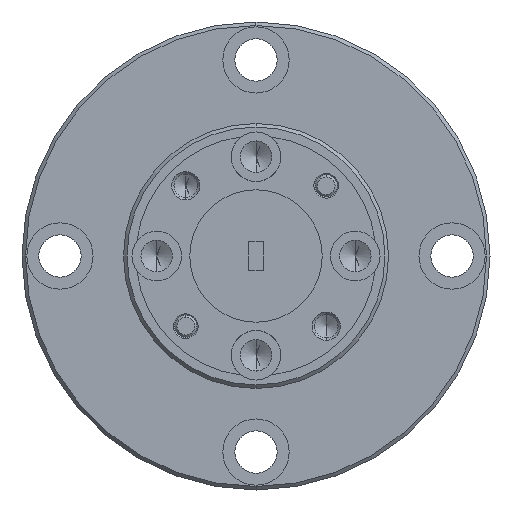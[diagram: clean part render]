
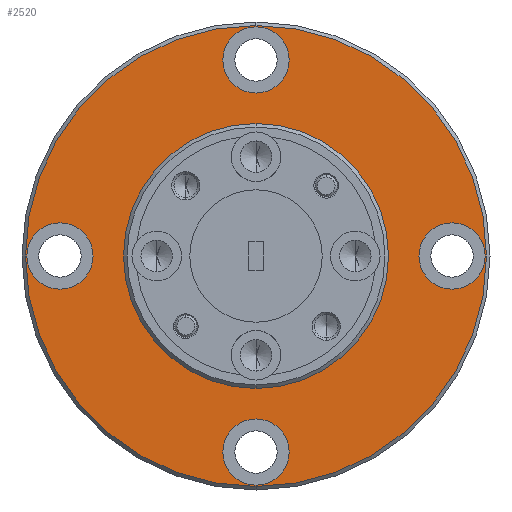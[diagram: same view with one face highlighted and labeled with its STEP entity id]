
A CAD part, left-side view. The second image highlights one B-rep face of the part: STEP entity #2520.
In plain terms, the highlighted planar face has unit normal (-1, 0, 0).
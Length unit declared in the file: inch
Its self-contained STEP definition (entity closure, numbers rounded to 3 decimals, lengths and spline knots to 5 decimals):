
#33 = CARTESIAN_POINT ( 'NONE',  ( -0.44, 0.00613, 0.4175 ) ) ;
#105 = CARTESIAN_POINT ( 'NONE',  ( -0.44, -0.54887, -0.23125 ) ) ;
#247 = DIRECTION ( 'NONE',  ( 1., 0., 0. ) ) ;
#255 = CARTESIAN_POINT ( 'NONE',  ( -0.44, 0.00613, -0.88 ) ) ;
#292 = CIRCLE ( 'NONE', #475, 0.6525 ) ;
#465 = DIRECTION ( 'NONE',  ( -1., 0., 0. ) ) ;
#475 = AXIS2_PLACEMENT_3D ( 'NONE', #1641, #1210, #5056 ) ;
#478 = DIRECTION ( 'NONE',  ( 1., 0., 0. ) ) ;
#482 = DIRECTION ( 'NONE',  ( 0., 0., 1. ) ) ;
#490 = CARTESIAN_POINT ( 'NONE',  ( -0.44, 0.00613, -0.78625 ) ) ;
#492 = CARTESIAN_POINT ( 'NONE',  ( -0.44, 0.00613, -0.23125 ) ) ;
#530 = ORIENTED_EDGE ( 'NONE', *, *, #2826, .F. ) ;
#570 = VERTEX_POINT ( 'NONE', #33 ) ;
#581 = ORIENTED_EDGE ( 'NONE', *, *, #4764, .T. ) ;
#762 = VERTEX_POINT ( 'NONE', #1110 ) ;
#772 = CIRCLE ( 'NONE', #864, 0.375 ) ;
#864 = AXIS2_PLACEMENT_3D ( 'NONE', #4139, #247, #1536 ) ;
#890 = DIRECTION ( 'NONE',  ( 0., 0., 1. ) ) ;
#902 = ORIENTED_EDGE ( 'NONE', *, *, #1265, .T. ) ;
#931 = AXIS2_PLACEMENT_3D ( 'NONE', #5002, #3294, #2898 ) ;
#985 = ORIENTED_EDGE ( 'NONE', *, *, #4133, .F. ) ;
#1030 = EDGE_CURVE ( 'NONE', #5089, #4705, #4023, .T. ) ;
#1032 = AXIS2_PLACEMENT_3D ( 'NONE', #105, #4431, #5288 ) ;
#1075 = DIRECTION ( 'NONE',  ( 0., 0., 1. ) ) ;
#1110 = CARTESIAN_POINT ( 'NONE',  ( -0.44, 0.00613, -0.88375 ) ) ;
#1132 = CARTESIAN_POINT ( 'NONE',  ( -0.44, 0.00613, 0.14375 ) ) ;
#1135 = DIRECTION ( 'NONE',  ( 0., 0., 1. ) ) ;
#1180 = ORIENTED_EDGE ( 'NONE', *, *, #2446, .F. ) ;
#1210 = DIRECTION ( 'NONE',  ( -1., 0., 0. ) ) ;
#1265 = EDGE_CURVE ( 'NONE', #4453, #2550, #772, .T. ) ;
#1300 = CIRCLE ( 'NONE', #2115, 0.6525 ) ;
#1460 = DIRECTION ( 'NONE',  ( 0., 0., 1. ) ) ;
#1483 = FACE_BOUND ( 'NONE', #4542, .T. ) ;
#1484 = EDGE_LOOP ( 'NONE', ( #902, #3921 ) ) ;
#1536 = DIRECTION ( 'NONE',  ( 0., 0., -1. ) ) ;
#1537 = FACE_BOUND ( 'NONE', #1484, .T. ) ;
#1549 = CARTESIAN_POINT ( 'NONE',  ( -0.44, 0.00613, -0.78625 ) ) ;
#1641 = CARTESIAN_POINT ( 'NONE',  ( -0.44, 0.00613, -0.23125 ) ) ;
#1692 = DIRECTION ( 'NONE',  ( -1., 0., 0. ) ) ;
#1706 = EDGE_LOOP ( 'NONE', ( #4436, #581 ) ) ;
#1812 = AXIS2_PLACEMENT_3D ( 'NONE', #4761, #5544, #1135 ) ;
#1821 = CARTESIAN_POINT ( 'NONE',  ( -0.44, 0.00613, 0.23 ) ) ;
#1838 = CIRCLE ( 'NONE', #3467, 0.09375 ) ;
#1840 = ORIENTED_EDGE ( 'NONE', *, *, #1030, .F. ) ;
#2032 = VERTEX_POINT ( 'NONE', #4963 ) ;
#2115 = AXIS2_PLACEMENT_3D ( 'NONE', #492, #465, #4772 ) ;
#2172 = VERTEX_POINT ( 'NONE', #255 ) ;
#2260 = EDGE_CURVE ( 'NONE', #570, #3296, #1838, .T. ) ;
#2274 = DIRECTION ( 'NONE',  ( 0., 0., -1. ) ) ;
#2306 = DIRECTION ( 'NONE',  ( -1., 0., 0. ) ) ;
#2348 = DIRECTION ( 'NONE',  ( -1., 0., 0. ) ) ;
#2366 = FACE_BOUND ( 'NONE', #4485, .T. ) ;
#2446 = EDGE_CURVE ( 'NONE', #2555, #4112, #4281, .T. ) ;
#2520 = ADVANCED_FACE ( 'NONE', ( #1483, #2366, #5405, #3210, #4140, #1537 ), #4956, .T. ) ;
#2550 = VERTEX_POINT ( 'NONE', #1132 ) ;
#2555 = VERTEX_POINT ( 'NONE', #4981 ) ;
#2635 = EDGE_CURVE ( 'NONE', #762, #2032, #1300, .T. ) ;
#2685 = DIRECTION ( 'NONE',  ( -1., 0., 0. ) ) ;
#2691 = ORIENTED_EDGE ( 'NONE', *, *, #5323, .F. ) ;
#2826 = EDGE_CURVE ( 'NONE', #3005, #2172, #5257, .T. ) ;
#2866 = CARTESIAN_POINT ( 'NONE',  ( -0.44, -0.54887, -0.1375 ) ) ;
#2898 = DIRECTION ( 'NONE',  ( 0., 0., 1. ) ) ;
#2991 = CIRCLE ( 'NONE', #1812, 0.09375 ) ;
#3005 = VERTEX_POINT ( 'NONE', #5499 ) ;
#3038 = AXIS2_PLACEMENT_3D ( 'NONE', #5576, #1692, #890 ) ;
#3145 = EDGE_CURVE ( 'NONE', #4705, #5089, #2991, .T. ) ;
#3163 = AXIS2_PLACEMENT_3D ( 'NONE', #1549, #2348, #1460 ) ;
#3210 = FACE_BOUND ( 'NONE', #4153, .T. ) ;
#3239 = ORIENTED_EDGE ( 'NONE', *, *, #3145, .F. ) ;
#3294 = DIRECTION ( 'NONE',  ( -1., 0., 0. ) ) ;
#3296 = VERTEX_POINT ( 'NONE', #1821 ) ;
#3353 = ORIENTED_EDGE ( 'NONE', *, *, #2260, .F. ) ;
#3467 = AXIS2_PLACEMENT_3D ( 'NONE', #4669, #3804, #4791 ) ;
#3479 = CIRCLE ( 'NONE', #1032, 0.09375 ) ;
#3598 = CARTESIAN_POINT ( 'NONE',  ( -0.44, 0.00613, -0.23125 ) ) ;
#3648 = CARTESIAN_POINT ( 'NONE',  ( -0.44, 0.00613, 0.32375 ) ) ;
#3659 = AXIS2_PLACEMENT_3D ( 'NONE', #3648, #5401, #1075 ) ;
#3804 = DIRECTION ( 'NONE',  ( -1., 0., 0. ) ) ;
#3817 = AXIS2_PLACEMENT_3D ( 'NONE', #3998, #2306, #482 ) ;
#3921 = ORIENTED_EDGE ( 'NONE', *, *, #5263, .T. ) ;
#3988 = CARTESIAN_POINT ( 'NONE',  ( -0.44, 0.00613, -0.60625 ) ) ;
#3998 = CARTESIAN_POINT ( 'NONE',  ( -0.44, -0.54887, -0.23125 ) ) ;
#4011 = AXIS2_PLACEMENT_3D ( 'NONE', #3598, #478, #2274 ) ;
#4023 = CIRCLE ( 'NONE', #3038, 0.09375 ) ;
#4112 = VERTEX_POINT ( 'NONE', #2866 ) ;
#4133 = EDGE_CURVE ( 'NONE', #3296, #570, #4681, .T. ) ;
#4139 = CARTESIAN_POINT ( 'NONE',  ( -0.44, 0.00613, -0.23125 ) ) ;
#4140 = FACE_OUTER_BOUND ( 'NONE', #1706, .T. ) ;
#4153 = EDGE_LOOP ( 'NONE', ( #3353, #985 ) ) ;
#4218 = CARTESIAN_POINT ( 'NONE',  ( -0.44, 0.56113, -0.325 ) ) ;
#4281 = CIRCLE ( 'NONE', #3817, 0.09375 ) ;
#4417 = DIRECTION ( 'NONE',  ( 0., 0., 1. ) ) ;
#4431 = DIRECTION ( 'NONE',  ( -1., 0., 0. ) ) ;
#4436 = ORIENTED_EDGE ( 'NONE', *, *, #2635, .T. ) ;
#4453 = VERTEX_POINT ( 'NONE', #3988 ) ;
#4485 = EDGE_LOOP ( 'NONE', ( #2691, #1180 ) ) ;
#4542 = EDGE_LOOP ( 'NONE', ( #1840, #3239 ) ) ;
#4581 = EDGE_LOOP ( 'NONE', ( #530, #4637 ) ) ;
#4637 = ORIENTED_EDGE ( 'NONE', *, *, #4774, .F. ) ;
#4659 = CIRCLE ( 'NONE', #4011, 0.375 ) ;
#4669 = CARTESIAN_POINT ( 'NONE',  ( -0.44, 0.00613, 0.32375 ) ) ;
#4681 = CIRCLE ( 'NONE', #3659, 0.09375 ) ;
#4705 = VERTEX_POINT ( 'NONE', #4218 ) ;
#4761 = CARTESIAN_POINT ( 'NONE',  ( -0.44, 0.56113, -0.23125 ) ) ;
#4764 = EDGE_CURVE ( 'NONE', #2032, #762, #292, .T. ) ;
#4772 = DIRECTION ( 'NONE',  ( 0., 0., 1. ) ) ;
#4774 = EDGE_CURVE ( 'NONE', #2172, #3005, #5473, .T. ) ;
#4791 = DIRECTION ( 'NONE',  ( 0., 0., 1. ) ) ;
#4956 = PLANE ( 'NONE',  #931 ) ;
#4963 = CARTESIAN_POINT ( 'NONE',  ( -0.44, 0.00613, 0.42125 ) ) ;
#4981 = CARTESIAN_POINT ( 'NONE',  ( -0.44, -0.54887, -0.325 ) ) ;
#5002 = CARTESIAN_POINT ( 'NONE',  ( -0.44, 0.66863, -0.23125 ) ) ;
#5056 = DIRECTION ( 'NONE',  ( 0., 0., 1. ) ) ;
#5089 = VERTEX_POINT ( 'NONE', #5183 ) ;
#5183 = CARTESIAN_POINT ( 'NONE',  ( -0.44, 0.56113, -0.1375 ) ) ;
#5210 = AXIS2_PLACEMENT_3D ( 'NONE', #490, #2685, #4417 ) ;
#5257 = CIRCLE ( 'NONE', #3163, 0.09375 ) ;
#5263 = EDGE_CURVE ( 'NONE', #2550, #4453, #4659, .T. ) ;
#5288 = DIRECTION ( 'NONE',  ( 0., 0., 1. ) ) ;
#5323 = EDGE_CURVE ( 'NONE', #4112, #2555, #3479, .T. ) ;
#5401 = DIRECTION ( 'NONE',  ( -1., 0., 0. ) ) ;
#5405 = FACE_BOUND ( 'NONE', #4581, .T. ) ;
#5473 = CIRCLE ( 'NONE', #5210, 0.09375 ) ;
#5499 = CARTESIAN_POINT ( 'NONE',  ( -0.44, 0.00613, -0.6925 ) ) ;
#5544 = DIRECTION ( 'NONE',  ( -1., 0., 0. ) ) ;
#5576 = CARTESIAN_POINT ( 'NONE',  ( -0.44, 0.56113, -0.23125 ) ) ;
